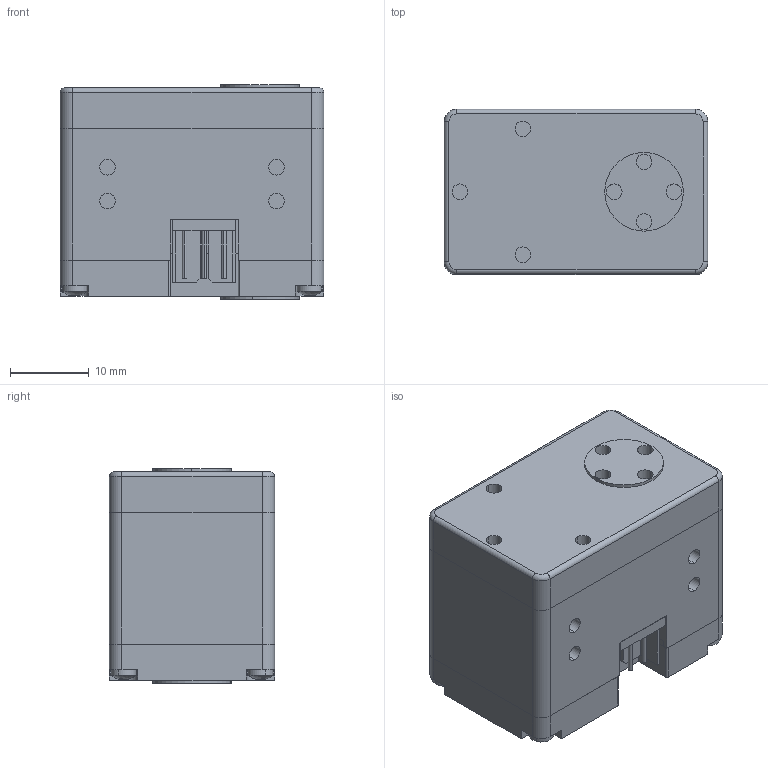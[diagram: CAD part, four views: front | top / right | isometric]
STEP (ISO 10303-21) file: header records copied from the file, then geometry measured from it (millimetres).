
FILE_DESCRIPTION (( 'STEP AP203' ), '1' );
FILE_NAME ('272A_STEP.STEP', '2026-01-27T10:04:55', ( '' ), ( '' ), 'SwSTEP 2.0', 'SolidWorks 2021', '' );
FILE_SCHEMA (( 'CONFIG_CONTROL_DESIGN' ));
Length unit declared in the file: millimetre
Products named in the file (10): 怀堤粣(俋窒_M0.25X44; 272A笢褲KHZY.step; 楷嫖輸ㄗ俋窒; 272狟褲ㄗ俋窒.A; 副舵盘塞打螺（外部SLDPRT; 萵嗆攫ㄗ俋窒ㄘ.A; 272萇埭諉諳_V2; cross recessed pan head screws gb_GB_CROSS_SCREWS_TYPE1 M1.6X16-16  H type-S; 272A_STEP; 奻褲ㄗ俋窒ㄘ
Assembly tree (13 placements, depth 2):
  272A_STEP
    奻褲ㄗ俋窒ㄘ
    272萇埭諉諳_V2  x2
    272狟褲ㄗ俋窒.A
    萵嗆攫ㄗ俋窒ㄘ.A
    副舵盘塞打螺（外部SLDPRT
    怀堤粣(俋窒_M0.25X44
    cross recessed pan head screws gb_GB_CROSS_SCREWS_TYPE1 M1.6X16-16  H type-S  x4
    楷嫖輸ㄗ俋窒
    272A笢褲KHZY.step
Bounding box: 33.5 x 21 x 27.3 mm (x, y, z)
Volume: 18472.8 mm3; surface area: 10213.6 mm2
Topology: 13 solids, 15 shells, 2103 faces, 4410 edges, 2378 vertices
Faces by surface type: cone 1114, cylinder 736, plane 241, sphere 8, torus 4
Entity records: 21595 total; most frequent: DIRECTION 3925, CARTESIAN_POINT 3420, ORIENTED_EDGE 3300, EDGE_CURVE 1650, AXIS2_PLACEMENT_3D 1519, VERTEX_POINT 954, VECTOR 887, LINE 887
